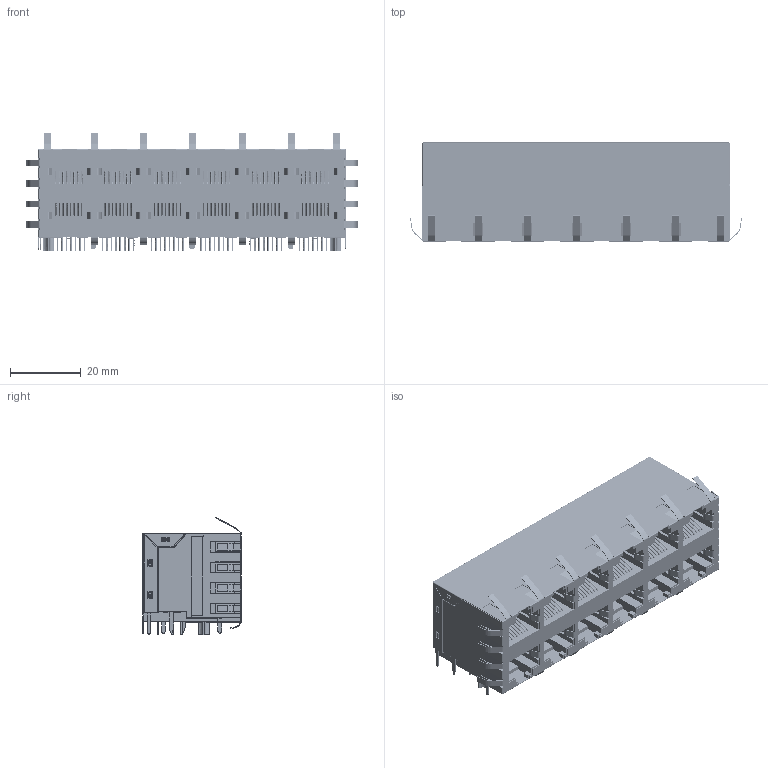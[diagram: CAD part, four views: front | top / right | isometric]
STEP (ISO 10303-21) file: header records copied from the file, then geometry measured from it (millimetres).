
FILE_DESCRIPTION(/* description */ ('Unknown'),/* implementation_level */ '2;1');
FILE_NAME(/* name */ '615096243321',/* time_stamp */ '2017-09-19T14:39:04+02:00',/* author */ ('Unknown'),/* organization */ ('Unknown'),/* preprocessor_version */ 'ST-DEVELOPER v16.7',/* originating_system */ 'DEX',/* authorisation */ $);
FILE_SCHEMA (('AUTOMOTIVE_DESIGN {1 0 10303 214 3 1 1}'));
Products named in the file (25): 615096243321; 615096243321_Housing096; 615096243321_Asm Housing1&2+Pin; 615096243321_Housing1_oa_0; 615096243321_Housing1.1; 615096243321_Housing1.2; 615096243321_Pin1.5; 615096243321_Pin5; 615096243321_Housing2; 615096243321_Pin1.7; 615096243321_Pin4; 615096243321_Pin1; 615096243321_Pin3; 615096243321_Pin2; 615096243321_Pin6; 615096243321_Pin7; 615096243321_Pin1.6; 615096243321_Pin8; 615096243321_Pin1.1; 615096243321_Pin1.4; 615096243321_Pin1.2; 615096243321_Pin1.8; 615096243321_Pin1.3; 615096243321_Shielding3; 615096243321_Shielding2
Assembly tree (29 placements, depth 4):
  615096243321
    615096243321_Housing096
    615096243321_Asm Housing1&2+Pin  x6
      615096243321_Housing1_oa_0
        615096243321_Housing1.1
        615096243321_Housing1.2
      615096243321_Pin1.5
      615096243321_Pin5
      615096243321_Housing2
      615096243321_Pin1.7
      615096243321_Pin4
      615096243321_Pin1
      615096243321_Pin3
      615096243321_Pin2
      615096243321_Pin6
      615096243321_Pin7
      615096243321_Pin1.6
      615096243321_Pin8
      615096243321_Pin1.1
      615096243321_Pin1.4
      615096243321_Pin1.2
      615096243321_Pin1.8
      615096243321_Pin1.3
    615096243321_Shielding3
    615096243321_Shielding2
Bounding box: 94.04 x 28 x 33.3 mm (x, y, z)
Volume: 36972 mm3; surface area: 80407.8 mm2
Topology: 117 solids, 117 shells, 3599 faces, 9992 edges, 6527 vertices
Faces by surface type: plane 2815, cylinder 592, bspline 192
Full cylindrical faces by diameter (mm): 0.45 x96
Entity records: 99034 total; most frequent: CARTESIAN_POINT 28978, ORIENTED_EDGE 15088, DIRECTION 13537, EDGE_CURVE 7544, LINE 6713, VECTOR 6713, VERTEX_POINT 4927, AXIS2_PLACEMENT_3D 3412
